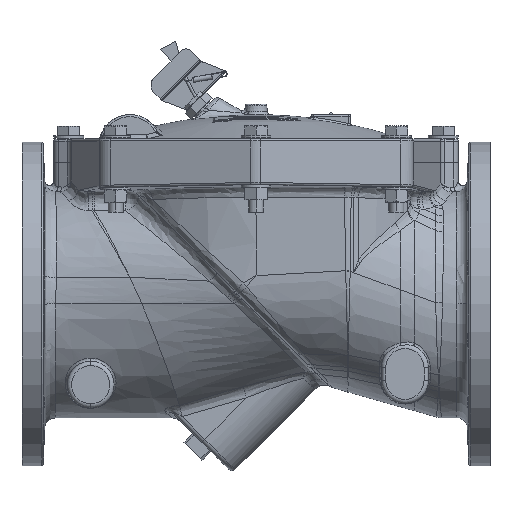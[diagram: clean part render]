
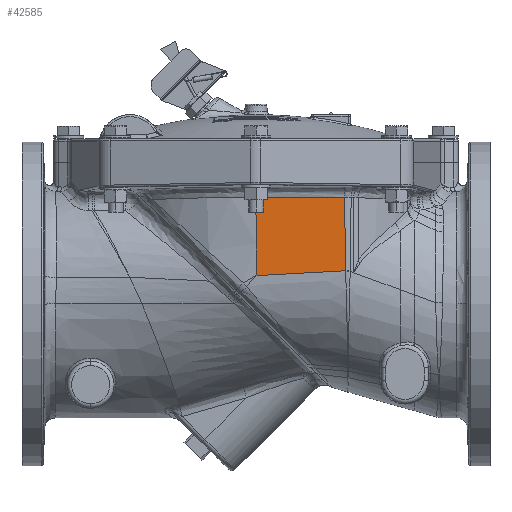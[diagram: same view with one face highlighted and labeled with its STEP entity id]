
A CAD part, top view. The second image highlights one B-rep face of the part: STEP entity #42585.
In plain terms, the highlighted free-form (B-spline) face has degree [5, 5] with [6, 6] control points.
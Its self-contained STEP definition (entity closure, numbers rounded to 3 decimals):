
#8143=CARTESIAN_POINT('',(-0.002,6.253,
9.062));
#8144=CARTESIAN_POINT('',(-0.001,6.176,
9.062));
#8145=CARTESIAN_POINT('',(-0.001,6.023,
9.062));
#8146=CARTESIAN_POINT('',(0.,5.798,
9.062));
#8147=CARTESIAN_POINT('',(0.,5.579,9.063));
#8148=CARTESIAN_POINT('',(0.001,5.364,9.062));
#8149=CARTESIAN_POINT('',(0.001,5.155,9.062));
#8150=CARTESIAN_POINT('',(0.001,4.95,9.062));
#8151=CARTESIAN_POINT('',(0.002,4.751,9.062));
#8152=CARTESIAN_POINT('',(0.002,4.556,9.062));
#8153=CARTESIAN_POINT('',(0.002,4.367,9.062));
#8154=CARTESIAN_POINT('',(0.002,4.183,9.062));
#8155=CARTESIAN_POINT('',(0.002,4.005,9.062));
#8156=CARTESIAN_POINT('',(0.002,3.83,9.062));
#8157=CARTESIAN_POINT('',(0.002,3.66,9.062));
#8158=CARTESIAN_POINT('',(0.002,3.495,9.062));
#8159=CARTESIAN_POINT('',(0.002,3.333,9.062));
#8160=CARTESIAN_POINT('',(0.002,3.175,9.062));
#8161=CARTESIAN_POINT('',(0.002,3.021,9.062));
#8162=CARTESIAN_POINT('',(0.002,2.87,9.062));
#8163=CARTESIAN_POINT('',(0.002,2.722,9.062));
#8164=CARTESIAN_POINT('',(0.002,2.578,9.062));
#8165=CARTESIAN_POINT('',(0.002,2.437,9.062));
#8166=CARTESIAN_POINT('',(0.002,2.3,9.062));
#8167=CARTESIAN_POINT('',(0.001,2.165,9.062));
#8168=CARTESIAN_POINT('',(0.001,2.033,9.062));
#8169=CARTESIAN_POINT('',(0.001,1.904,9.062));
#8170=CARTESIAN_POINT('',(0.,1.777,9.062));
#8171=CARTESIAN_POINT('',(0.,1.694,9.063));
#8172=CARTESIAN_POINT('',(0.,1.652,9.063));
#8174=CARTESIAN_POINT('',(5.204,6.253,9.062));
#8175=CARTESIAN_POINT('',(4.992,6.253,9.062));
#8176=CARTESIAN_POINT('',(4.568,6.253,9.062));
#8177=CARTESIAN_POINT('',(3.927,6.253,9.062));
#8178=CARTESIAN_POINT('',(3.284,6.253,9.062));
#8179=CARTESIAN_POINT('',(2.636,6.253,9.062));
#8180=CARTESIAN_POINT('',(1.983,6.253,9.062));
#8181=CARTESIAN_POINT('',(1.327,6.253,9.062));
#8182=CARTESIAN_POINT('',(0.665,6.253,9.063));
#8183=CARTESIAN_POINT('',(0.221,6.253,9.062));
#8184=CARTESIAN_POINT('',(-0.001,6.253,
9.062));
#8186=CARTESIAN_POINT('',(5.204,6.253,9.062));
#8187=CARTESIAN_POINT('',(5.206,6.073,9.062));
#8188=CARTESIAN_POINT('',(5.211,5.732,9.062));
#8189=CARTESIAN_POINT('',(5.217,5.279,9.062));
#8190=CARTESIAN_POINT('',(5.223,4.874,9.062));
#8191=CARTESIAN_POINT('',(5.228,4.508,9.062));
#8192=CARTESIAN_POINT('',(5.233,4.174,9.062));
#8193=CARTESIAN_POINT('',(5.237,3.864,9.062));
#8194=CARTESIAN_POINT('',(5.242,3.571,9.062));
#8195=CARTESIAN_POINT('',(5.246,3.288,9.062));
#8196=CARTESIAN_POINT('',(5.25,3.009,9.062));
#8197=CARTESIAN_POINT('',(5.254,2.735,9.062));
#8198=CARTESIAN_POINT('',(5.258,2.466,9.062));
#8199=CARTESIAN_POINT('',(5.262,2.2,9.062));
#8200=CARTESIAN_POINT('',(5.264,2.025,9.062));
#8201=CARTESIAN_POINT('',(5.266,1.938,9.062));
#8203=CARTESIAN_POINT('',(5.266,1.938,9.062));
#8204=CARTESIAN_POINT('',(3.511,1.842,9.062));
#8205=CARTESIAN_POINT('',(1.755,1.747,9.062));
#8206=CARTESIAN_POINT('',(0.,1.652,
9.062));
#8208=CARTESIAN_POINT('',(0.,1.652,
9.062));
#35441=VERTEX_POINT('',#8208);
#35454=VERTEX_POINT('',#8203);
#35533=VERTEX_POINT('',#8143);
#35536=VERTEX_POINT('',#8186);
#42539=CARTESIAN_POINT('',(5.406,8.75,9.063));
#42540=CARTESIAN_POINT('',(5.406,7.381,9.063));
#42541=CARTESIAN_POINT('',(5.406,6.034,9.062));
#42542=CARTESIAN_POINT('',(5.406,4.709,9.062));
#42543=CARTESIAN_POINT('',(5.406,3.331,9.062));
#42544=CARTESIAN_POINT('',(5.406,1.901,9.062));
#42545=CARTESIAN_POINT('',(2.484,8.735,9.063));
#42546=CARTESIAN_POINT('',(2.771,7.353,9.063));
#42547=CARTESIAN_POINT('',(3.062,5.983,9.062));
#42548=CARTESIAN_POINT('',(3.359,4.628,9.062));
#42549=CARTESIAN_POINT('',(3.644,3.24,9.062));
#42550=CARTESIAN_POINT('',(3.919,1.821,9.062));
#42551=CARTESIAN_POINT('',(-0.439,8.721,9.063));
#42552=CARTESIAN_POINT('',(0.136,7.325,
9.063));
#42553=CARTESIAN_POINT('',(0.719,5.933,
9.062));
#42554=CARTESIAN_POINT('',(1.311,4.546,9.062));
#42555=CARTESIAN_POINT('',(1.882,3.148,9.062));
#42556=CARTESIAN_POINT('',(2.433,1.74,9.062));
#42557=CARTESIAN_POINT('',(-3.361,8.706,9.063));
#42558=CARTESIAN_POINT('',(-2.499,7.297,
9.063));
#42559=CARTESIAN_POINT('',(-1.624,5.883,
9.062));
#42560=CARTESIAN_POINT('',(-0.736,4.465,
9.062));
#42561=CARTESIAN_POINT('',(0.121,3.057,
9.062));
#42562=CARTESIAN_POINT('',(0.947,1.659,
9.062));
#42563=CARTESIAN_POINT('',(-6.283,8.691,9.063));
#42564=CARTESIAN_POINT('',(-5.134,7.269,
9.063));
#42565=CARTESIAN_POINT('',(-3.968,5.833,
9.062));
#42566=CARTESIAN_POINT('',(-2.783,4.383,
9.062));
#42567=CARTESIAN_POINT('',(-1.641,2.966,
9.062));
#42568=CARTESIAN_POINT('',(-0.54,1.579,
9.062));
#42569=CARTESIAN_POINT('',(-9.205,8.677,9.063));
#42570=CARTESIAN_POINT('',(-7.769,7.241,9.063));
#42571=CARTESIAN_POINT('',(-6.311,5.782,
9.062));
#42572=CARTESIAN_POINT('',(-4.83,4.302,
9.062));
#42573=CARTESIAN_POINT('',(-3.403,2.874,
9.062));
#42574=CARTESIAN_POINT('',(-2.026,1.498,
9.062));
#42575=B_SPLINE_SURFACE_WITH_KNOTS('',5,5,((#42539,#42540,#42541,#42542,#42543,
#42544),(#42545,#42546,#42547,#42548,#42549,#42550),(#42551,#42552,#42553,
#42554,#42555,#42556),(#42557,#42558,#42559,#42560,#42561,#42562),(#42563,
#42564,#42565,#42566,#42567,#42568),(#42569,#42570,#42571,#42572,#42573,
#42574)),.UNSPECIFIED.,.F.,.F.,.F.,(6,6),(6,6),(0.,1.),(0.,
0.191),.UNSPECIFIED.);
#42577=ORIENTED_EDGE('',*,*,#42576,.F.);
#42579=ORIENTED_EDGE('',*,*,#42578,.F.);
#42581=ORIENTED_EDGE('',*,*,#42580,.T.);
#42582=ORIENTED_EDGE('',*,*,#42519,.T.);
#42583=EDGE_LOOP('',(#42577,#42579,#42581,#42582));
#42584=FACE_OUTER_BOUND('',#42583,.F.);
#8173=B_SPLINE_CURVE_WITH_KNOTS('',3,(#8143,#8144,#8145,#8146,#8147,#8148,#8149,
#8150,#8151,#8152,#8153,#8154,#8155,#8156,#8157,#8158,#8159,#8160,#8161,#8162,
#8163,#8164,#8165,#8166,#8167,#8168,#8169,#8170,#8171,#8172),.UNSPECIFIED.,.F.,
.F.,(4,1,1,1,1,1,1,1,1,1,1,1,1,1,1,1,1,1,1,1,1,1,1,1,1,1,1,4),(0.,
0.037,0.074,0.111,0.148,
0.185,0.222,0.259,0.296,
0.333,0.37,0.407,0.444,
0.481,0.519,0.556,0.593,
0.63,0.667,0.704,0.741,
0.778,0.815,0.852,0.889,
0.926,0.963,1.),.UNSPECIFIED.);
#8185=B_SPLINE_CURVE_WITH_KNOTS('',3,(#8174,#8175,#8176,#8177,#8178,#8179,#8180,
#8181,#8182,#8183,#8184),.UNSPECIFIED.,.F.,.F.,(4,1,1,1,1,1,1,1,4),(0.,
0.125,0.25,0.375,0.5,0.625,0.75,0.875,1.),.UNSPECIFIED.);
#8202=B_SPLINE_CURVE_WITH_KNOTS('',3,(#8186,#8187,#8188,#8189,#8190,#8191,#8192,
#8193,#8194,#8195,#8196,#8197,#8198,#8199,#8200,#8201),.UNSPECIFIED.,.F.,.F.,(4,
1,1,1,1,1,1,1,1,1,1,1,1,4),(0.,0.077,0.154,
0.231,0.308,0.385,0.462,
0.538,0.615,0.692,0.769,
0.846,0.923,1.),.UNSPECIFIED.);
#8207=B_SPLINE_CURVE_WITH_KNOTS('',3,(#8203,#8204,#8205,#8206),.UNSPECIFIED.,
.F.,.F.,(4,4),(0.,1.),.UNSPECIFIED.);
#42519=EDGE_CURVE('',#35454,#35441,#8207,.T.);
#42576=EDGE_CURVE('',#35533,#35441,#8173,.T.);
#42578=EDGE_CURVE('',#35536,#35533,#8185,.T.);
#42580=EDGE_CURVE('',#35536,#35454,#8202,.T.);
#42585=ADVANCED_FACE('',(#42584),#42575,.T.);
